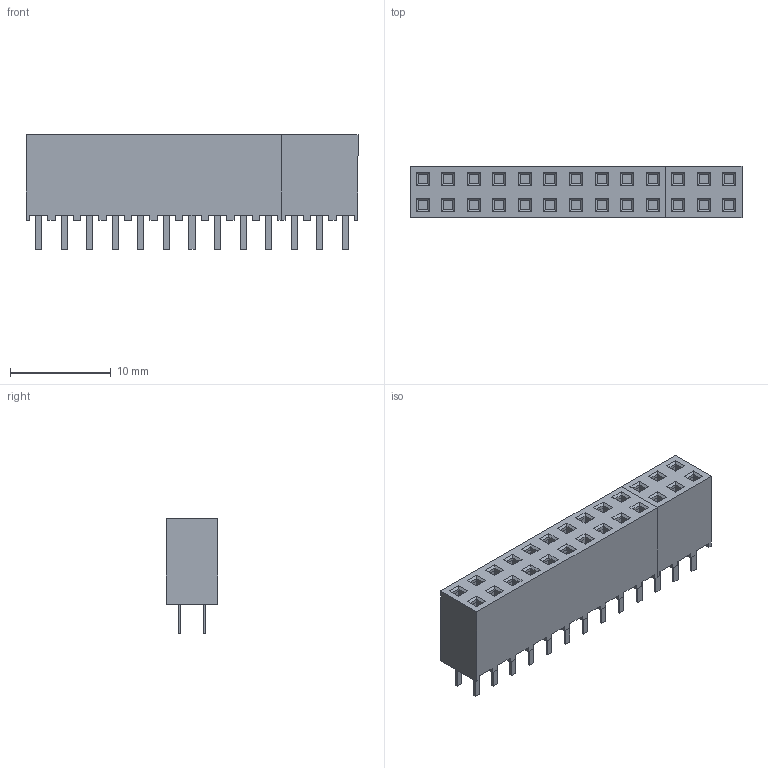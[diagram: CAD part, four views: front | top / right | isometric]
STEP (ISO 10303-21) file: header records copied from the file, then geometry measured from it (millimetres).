
FILE_DESCRIPTION((''),'2;1');
FILE_NAME('FCI_87606-313LF.stp','2012-11-07T16:39:02',(''),(''),'Mechanical Desktop 2011','Mechanical Desktop 2011',', , ');
FILE_SCHEMA(('AUTOMOTIVE_DESIGN { 1 2 10303 214 1 1 1 1 }'));
Length unit declared in the file: millimetre
Products named in the file (1): Product
Bounding box: 33.02 x 5.08 x 11.4 mm (x, y, z)
Volume: 804.1 mm3; surface area: 3132.1 mm2
Topology: 55 solids, 55 shells, 772 faces, 1856 edges, 1168 vertices
Faces by surface type: plane 772
Entity records: 21889 total; most frequent: CARTESIAN_POINT 3797, ORIENTED_EDGE 3712, DIRECTION 3402, VECTOR 1856, LINE 1856, EDGE_CURVE 1856, VERTEX_POINT 1168, EDGE_LOOP 850
